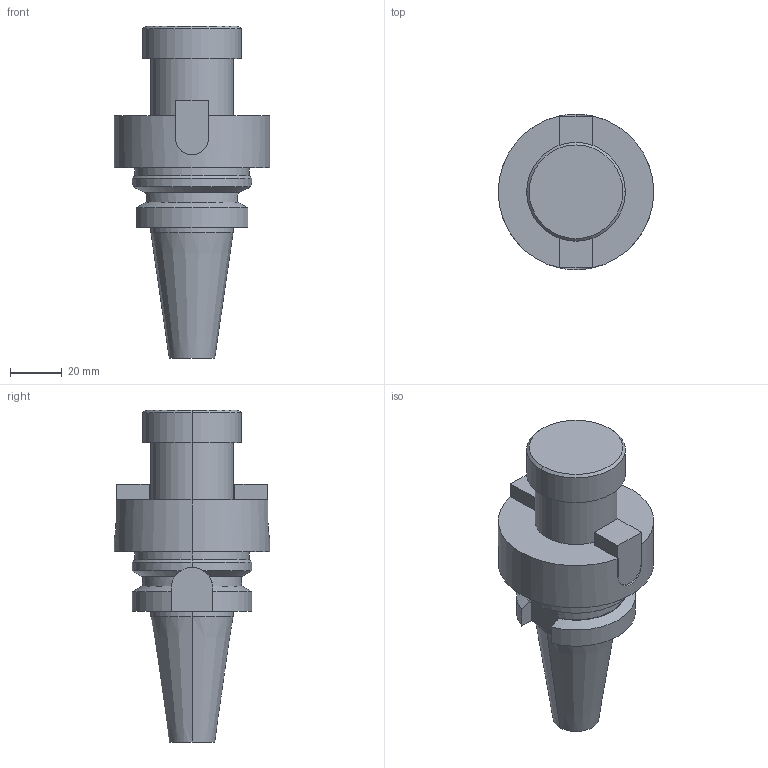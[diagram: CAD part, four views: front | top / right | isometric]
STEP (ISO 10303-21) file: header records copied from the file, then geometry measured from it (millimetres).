
FILE_DESCRIPTION (( 'STEP AP203' ), '1' );
FILE_NAME ('STP-SATE-16614.STEP', '2019-04-11T07:18:40', ( '' ), ( '' ), 'SwSTEP 2.0', 'SolidWorks 2017', '' );
FILE_SCHEMA (( 'CONFIG_CONTROL_DESIGN' ));
Length unit declared in the file: millimetre
Products named in the file (1): STP-SATE-16614
Bounding box: 60 x 60 x 128.1 mm (x, y, z)
Volume: 143998.5 mm3; surface area: 27308.4 mm2
Topology: 4 solids, 4 shells, 79 faces, 187 edges, 120 vertices
Faces by surface type: plane 35, cylinder 32, cone 12
Entity records: 2479 total; most frequent: CARTESIAN_POINT 572, DIRECTION 390, ORIENTED_EDGE 370, EDGE_CURVE 185, AXIS2_PLACEMENT_3D 148, VERTEX_POINT 120, LINE 94, VECTOR 94
